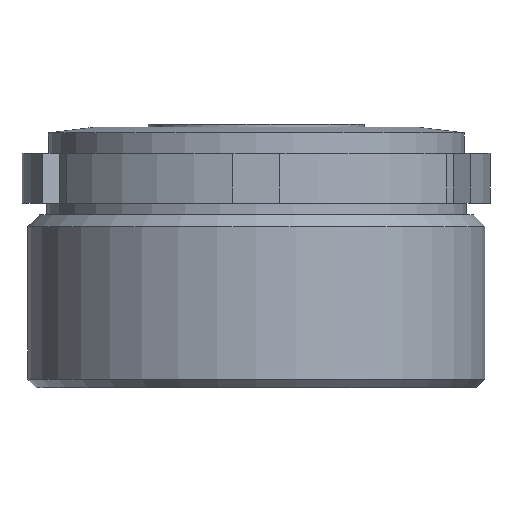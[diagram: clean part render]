
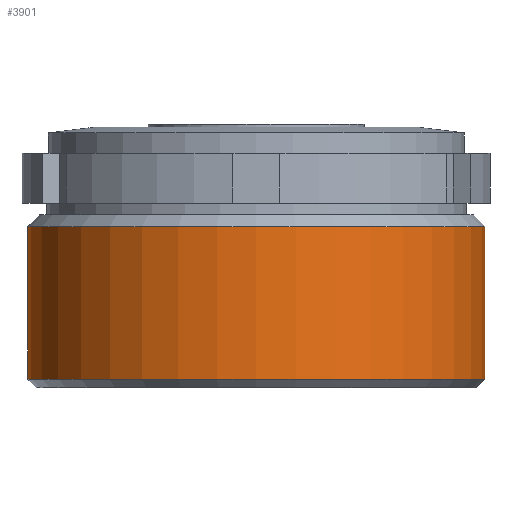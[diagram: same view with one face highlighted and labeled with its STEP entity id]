
A CAD part, front view. The second image highlights one B-rep face of the part: STEP entity #3901.
In plain terms, the highlighted cylindrical face has radius 39 mm (diameter 78 mm), a partial arc.
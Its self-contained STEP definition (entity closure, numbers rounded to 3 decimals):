
#14 = CARTESIAN_POINT ( 'NONE',  ( 0., 0., 1.5 ) ) ;
#39 = CIRCLE ( 'NONE', #152, 39. ) ;
#150 = DIRECTION ( 'NONE',  ( 1., 0., 0. ) ) ;
#151 = DIRECTION ( 'NONE',  ( 0., 0., 1. ) ) ;
#152 = AXIS2_PLACEMENT_3D ( 'NONE', #14, #151, #150 ) ;
#1128 = CARTESIAN_POINT ( 'NONE',  ( 39., 0., 1.5 ) ) ;
#1142 = DIRECTION ( 'NONE',  ( 0., 0., -1. ) ) ;
#1143 = VECTOR ( 'NONE', #1142, 1000. ) ;
#1144 = CARTESIAN_POINT ( 'NONE',  ( 39., 0., 29.5 ) ) ;
#1145 = LINE ( 'NONE', #1144, #1143 ) ;
#1211 = CARTESIAN_POINT ( 'NONE',  ( -39., 0., 1.5 ) ) ;
#1230 = CARTESIAN_POINT ( 'NONE',  ( -39., 0., 27.5 ) ) ;
#1456 = CARTESIAN_POINT ( 'NONE',  ( 39., 0., 27.5 ) ) ;
#1569 = DIRECTION ( 'NONE',  ( 1., 0., 0. ) ) ;
#1570 = DIRECTION ( 'NONE',  ( 0., 0., -1. ) ) ;
#1571 = CARTESIAN_POINT ( 'NONE',  ( 0., 0., 27.5 ) ) ;
#1572 = AXIS2_PLACEMENT_3D ( 'NONE', #1571, #1570, #1569 ) ;
#1573 = CIRCLE ( 'NONE', #1572, 39. ) ;
#1600 = DIRECTION ( 'NONE',  ( 0., 0., -1. ) ) ;
#1644 = VECTOR ( 'NONE', #1600, 1000. ) ;
#1669 = LINE ( 'NONE', #1710, #1644 ) ;
#1710 = CARTESIAN_POINT ( 'NONE',  ( -39., 0., 29.5 ) ) ;
#1792 = DIRECTION ( 'NONE',  ( -1., 0., 0. ) ) ;
#1793 = DIRECTION ( 'NONE',  ( 0., 0., -1. ) ) ;
#1794 = AXIS2_PLACEMENT_3D ( 'NONE', #1796, #1793, #1792 ) ;
#1796 = CARTESIAN_POINT ( 'NONE',  ( 0., 0., 29.5 ) ) ;
#1797 = CYLINDRICAL_SURFACE ( 'NONE', #1794, 39. ) ;
#1798 = FACE_OUTER_BOUND ( 'NONE', #3794, .T. ) ;
#3042 = EDGE_CURVE ( 'NONE', #3490, #3450, #39, .T. ) ;
#3450 = VERTEX_POINT ( 'NONE', #1128 ) ;
#3490 = VERTEX_POINT ( 'NONE', #1211 ) ;
#3535 = VERTEX_POINT ( 'NONE', #1230 ) ;
#3542 = EDGE_CURVE ( 'NONE', #3662, #3450, #1145, .T. ) ;
#3622 = ORIENTED_EDGE ( 'NONE', *, *, #3692, .T. ) ;
#3623 = ORIENTED_EDGE ( 'NONE', *, *, #3042, .T. ) ;
#3662 = VERTEX_POINT ( 'NONE', #1456 ) ;
#3692 = EDGE_CURVE ( 'NONE', #3535, #3490, #1669, .T. ) ;
#3765 = EDGE_CURVE ( 'NONE', #3662, #3535, #1573, .T. ) ;
#3794 = EDGE_LOOP ( 'NONE', ( #3881, #3951, #3622, #3623 ) ) ;
#3881 = ORIENTED_EDGE ( 'NONE', *, *, #3542, .F. ) ;
#3901 = ADVANCED_FACE ( 'NONE', ( #1798 ), #1797, .T. ) ;
#3951 = ORIENTED_EDGE ( 'NONE', *, *, #3765, .T. ) ;
